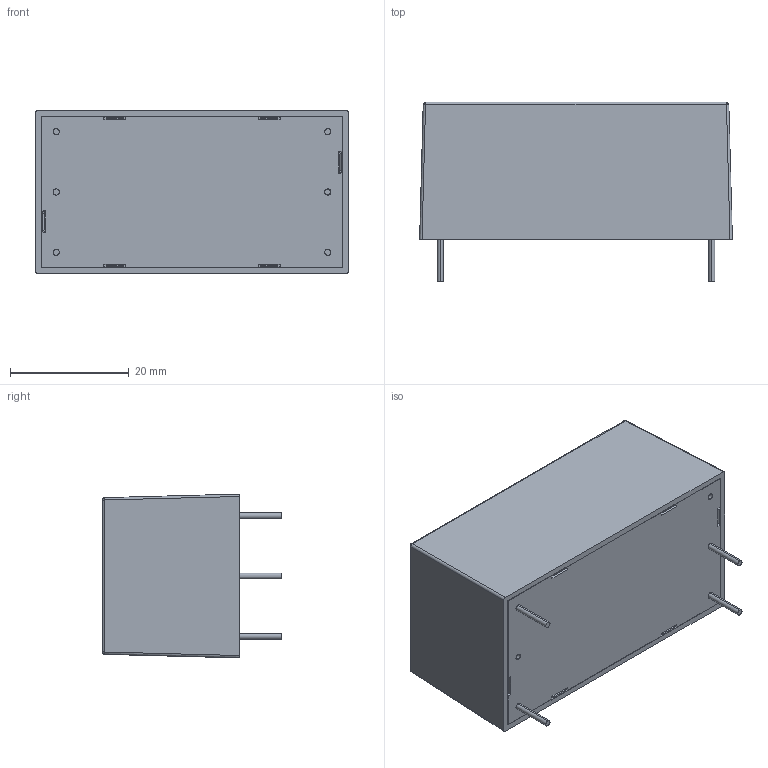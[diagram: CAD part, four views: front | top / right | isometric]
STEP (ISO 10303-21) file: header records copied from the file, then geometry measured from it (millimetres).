
FILE_DESCRIPTION (( 'STEP AP214' ), '1' );
FILE_NAME ('277.stp', '2020-10-14T02:54:52', ( '' ), ( '' ), 'SwSTEP 2.0', 'SolidWorks 2019', '' );
FILE_SCHEMA (( 'AUTOMOTIVE_DESIGN' ));
Length unit declared in the file: millimetre
Products named in the file (1): 277
Bounding box: 52.7 x 30.23 x 27.6 mm (x, y, z)
Volume: 11090.1 mm3; surface area: 16254.7 mm2
Topology: 7 solids, 7 shells, 298 faces, 785 edges, 512 vertices
Faces by surface type: plane 191, cylinder 67, bspline 28, cone 12
Entity records: 15957 total; most frequent: CARTESIAN_POINT 8782, ORIENTED_EDGE 1554, DIRECTION 1319, EDGE_CURVE 777, VECTOR 537, LINE 537, VERTEX_POINT 512, AXIS2_PLACEMENT_3D 391
